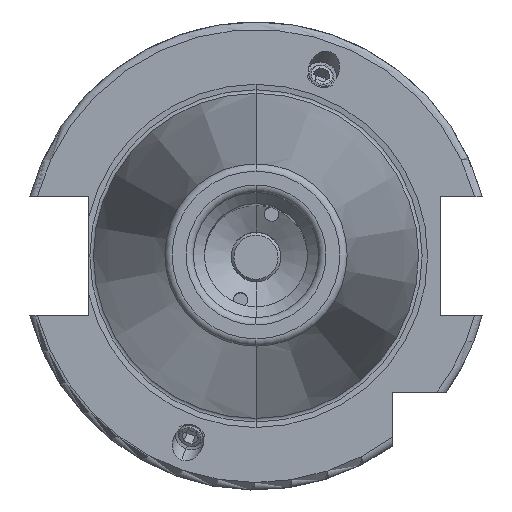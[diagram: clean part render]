
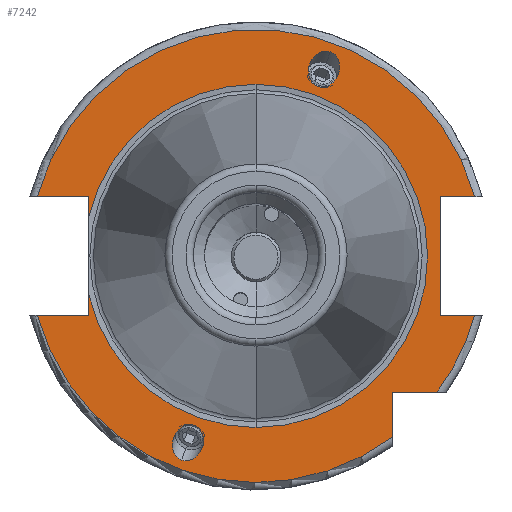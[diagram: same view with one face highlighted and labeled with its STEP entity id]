
A CAD part, top view. The second image highlights one B-rep face of the part: STEP entity #7242.
In plain terms, the highlighted planar face has unit normal (0, 0, 1).
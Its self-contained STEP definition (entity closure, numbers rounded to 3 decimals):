
#1255=DIRECTION('',(1,0,0));
#1256=VECTOR('',#1255,7.004);
#1257=CARTESIAN_POINT('',(-29.704,-8.05,18.1));
#1258=LINE('',#1257,#1256);
#1259=DIRECTION('',(0,1,0));
#1260=VECTOR('',#1259,2.753);
#1261=CARTESIAN_POINT('',(-22.7,-8.05,18.1));
#1262=LINE('',#1261,#1260);
#1263=DIRECTION('',(0,1,0));
#1264=VECTOR('',#1263,2.753);
#1265=CARTESIAN_POINT('',(-22.7,5.297,18.1));
#1266=LINE('',#1265,#1264);
#1267=DIRECTION('',(1,0,0));
#1268=VECTOR('',#1267,7.004);
#1269=CARTESIAN_POINT('',(-29.704,8.05,18.1));
#1270=LINE('',#1269,#1268);
#1271=DIRECTION('',(-1,0,0));
#1272=VECTOR('',#1271,4.704);
#1273=CARTESIAN_POINT('',(29.704,8.05,18.1));
#1274=LINE('',#1273,#1272);
#1275=DIRECTION('',(0,-1,0));
#1276=VECTOR('',#1275,16.1);
#1277=CARTESIAN_POINT('',(25,8.05,18.1));
#1278=LINE('',#1277,#1276);
#1279=DIRECTION('',(-1,0,0));
#1280=VECTOR('',#1279,4.704);
#1281=CARTESIAN_POINT('',(29.704,-8.05,18.1));
#1282=LINE('',#1281,#1280);
#1283=CARTESIAN_POINT('',(0,0,18.1));
#1284=DIRECTION('',(0,0,1));
#1285=DIRECTION('',(0.799,-0.601,0));
#1286=AXIS2_PLACEMENT_3D('',#1283,#1284,#1285);
#1288=DIRECTION('',(-1,0,0));
#1289=VECTOR('',#1288,6.094);
#1290=CARTESIAN_POINT('',(24.594,-18.5,18.1));
#1291=LINE('',#1290,#1289);
#1292=DIRECTION('',(0,1,0));
#1293=VECTOR('',#1292,6.094);
#1294=CARTESIAN_POINT('',(18.5,-24.594,18.1));
#1295=LINE('',#1294,#1293);
#1296=CARTESIAN_POINT('',(10.09,27.723,18.1));
#1297=CARTESIAN_POINT('',(9.863,27.806,18.1));
#1298=CARTESIAN_POINT('',(9.337,27.884,18.1));
#1299=CARTESIAN_POINT('',(8.455,27.594,18.1));
#1300=CARTESIAN_POINT('',(7.834,27.033,18.1));
#1301=CARTESIAN_POINT('',(7.483,26.49,18.1));
#1302=CARTESIAN_POINT('',(7.298,26.077,18.1));
#1303=CARTESIAN_POINT('',(7.174,25.641,18.1));
#1304=CARTESIAN_POINT('',(7.094,25.,18.1));
#1305=CARTESIAN_POINT('',(7.208,24.17,18.1));
#1306=CARTESIAN_POINT('',(7.698,23.381,18.1));
#1307=CARTESIAN_POINT('',(8.152,23.103,18.1));
#1308=CARTESIAN_POINT('',(8.379,23.02,18.1));
#1310=CARTESIAN_POINT('',(8.379,23.02,18.1));
#1311=CARTESIAN_POINT('',(8.606,22.937,18.1));
#1312=CARTESIAN_POINT('',(9.133,22.859,18.1));
#1313=CARTESIAN_POINT('',(10.014,23.149,18.1));
#1314=CARTESIAN_POINT('',(10.635,23.711,18.1));
#1315=CARTESIAN_POINT('',(10.986,24.253,18.1));
#1316=CARTESIAN_POINT('',(11.171,24.667,18.1));
#1317=CARTESIAN_POINT('',(11.295,25.103,18.1));
#1318=CARTESIAN_POINT('',(11.375,25.744,18.1));
#1319=CARTESIAN_POINT('',(11.261,26.573,18.1));
#1320=CARTESIAN_POINT('',(10.771,27.362,18.1));
#1321=CARTESIAN_POINT('',(10.318,27.641,18.1));
#1322=CARTESIAN_POINT('',(10.09,27.723,18.1));
#1324=CARTESIAN_POINT('',(-10.09,-27.723,18.1));
#1325=CARTESIAN_POINT('',(-10.318,-27.641,18.1));
#1326=CARTESIAN_POINT('',(-10.771,-27.362,18.1));
#1327=CARTESIAN_POINT('',(-11.261,-26.573,18.1));
#1328=CARTESIAN_POINT('',(-11.375,-25.744,18.1));
#1329=CARTESIAN_POINT('',(-11.295,-25.103,18.1));
#1330=CARTESIAN_POINT('',(-11.171,-24.667,18.1));
#1331=CARTESIAN_POINT('',(-10.986,-24.253,18.1));
#1332=CARTESIAN_POINT('',(-10.635,-23.711,18.1));
#1333=CARTESIAN_POINT('',(-10.014,-23.149,18.1));
#1334=CARTESIAN_POINT('',(-9.133,-22.859,18.1));
#1335=CARTESIAN_POINT('',(-8.606,-22.937,18.1));
#1336=CARTESIAN_POINT('',(-8.379,-23.02,18.1));
#1338=CARTESIAN_POINT('',(-8.379,-23.02,18.1));
#1339=CARTESIAN_POINT('',(-8.152,-23.103,18.1));
#1340=CARTESIAN_POINT('',(-7.698,-23.381,18.1));
#1341=CARTESIAN_POINT('',(-7.208,-24.17,18.1));
#1342=CARTESIAN_POINT('',(-7.094,-25.,18.1));
#1343=CARTESIAN_POINT('',(-7.174,-25.641,18.1));
#1344=CARTESIAN_POINT('',(-7.298,-26.077,18.1));
#1345=CARTESIAN_POINT('',(-7.483,-26.49,18.1));
#1346=CARTESIAN_POINT('',(-7.834,-27.033,18.1));
#1347=CARTESIAN_POINT('',(-8.455,-27.594,18.1));
#1348=CARTESIAN_POINT('',(-9.337,-27.884,18.1));
#1349=CARTESIAN_POINT('',(-9.863,-27.806,18.1));
#1350=CARTESIAN_POINT('',(-10.09,-27.723,18.1));
#1360=CARTESIAN_POINT('',(0,0,18.1));
#1361=DIRECTION('',(0,0,1));
#1362=DIRECTION('',(0,1,0));
#1363=AXIS2_PLACEMENT_3D('',#1360,#1361,#1362);
#1373=CARTESIAN_POINT('',(0,0,18.1));
#1374=DIRECTION('',(0,0,1));
#1375=DIRECTION('',(-0.974,-0.227,0));
#1376=AXIS2_PLACEMENT_3D('',#1373,#1374,#1375);
#1378=CARTESIAN_POINT('',(0,0,18.1));
#1379=DIRECTION('',(0,0,-1));
#1380=DIRECTION('',(0,1,0));
#1381=AXIS2_PLACEMENT_3D('',#1378,#1379,#1380);
#4482=CARTESIAN_POINT('',(0,0,18.1));
#4483=DIRECTION('',(0,0,1));
#4484=DIRECTION('',(0.965,0.262,0));
#4485=AXIS2_PLACEMENT_3D('',#4482,#4483,#4484);
#4533=CARTESIAN_POINT('',(0,0,18.1));
#4534=DIRECTION('',(0,0,1));
#4535=DIRECTION('',(-0.965,-0.262,0));
#4536=AXIS2_PLACEMENT_3D('',#4533,#4534,#4535);
#5212=CARTESIAN_POINT('',(-29.704,-8.05,18.1));
#5213=CARTESIAN_POINT('',(-22.7,-8.05,18.1));
#5214=VERTEX_POINT('',#5212);
#5215=VERTEX_POINT('',#5213);
#5216=CARTESIAN_POINT('',(-22.7,-5.297,18.1));
#5217=VERTEX_POINT('',#5216);
#5218=CARTESIAN_POINT('',(-22.7,5.297,18.1));
#5219=CARTESIAN_POINT('',(-22.7,8.05,18.1));
#5220=VERTEX_POINT('',#5218);
#5221=VERTEX_POINT('',#5219);
#5222=CARTESIAN_POINT('',(-29.704,8.05,18.1));
#5223=VERTEX_POINT('',#5222);
#5224=CARTESIAN_POINT('',(25,8.05,18.1));
#5225=CARTESIAN_POINT('',(25,-8.05,18.1));
#5226=VERTEX_POINT('',#5224);
#5227=VERTEX_POINT('',#5225);
#5228=CARTESIAN_POINT('',(29.704,-8.05,18.1));
#5229=VERTEX_POINT('',#5228);
#5230=CARTESIAN_POINT('',(29.704,8.05,18.1));
#5231=VERTEX_POINT('',#5230);
#5232=CARTESIAN_POINT('',(18.5,-24.594,18.1));
#5233=CARTESIAN_POINT('',(18.5,-18.5,18.1));
#5234=VERTEX_POINT('',#5232);
#5235=VERTEX_POINT('',#5233);
#5236=CARTESIAN_POINT('',(24.594,-18.5,18.1));
#5237=VERTEX_POINT('',#5236);
#5324=VERTEX_POINT('',#1296);
#5325=VERTEX_POINT('',#1308);
#5375=CARTESIAN_POINT('',(-10.09,-27.723,18.1));
#5377=VERTEX_POINT('',#5375);
#5382=CARTESIAN_POINT('',(-8.379,-23.02,18.1));
#5383=VERTEX_POINT('',#5382);
#5430=CARTESIAN_POINT('',(0,23.31,18.1));
#5431=VERTEX_POINT('',#5430);
#5432=CARTESIAN_POINT('',(0,-23.31,18.1));
#5433=VERTEX_POINT('',#5432);
#7201=CARTESIAN_POINT('',(0,0,18.1));
#7202=DIRECTION('',(0,0,-1));
#7203=DIRECTION('',(0,-1,0));
#7204=AXIS2_PLACEMENT_3D('',#7201,#7202,#7203);
#7205=PLANE('',#7204);
#7206=ORIENTED_EDGE('',*,*,#7071,.T.);
#7207=ORIENTED_EDGE('',*,*,#7095,.T.);
#7209=ORIENTED_EDGE('',*,*,#7208,.T.);
#7211=ORIENTED_EDGE('',*,*,#7210,.F.);
#7213=ORIENTED_EDGE('',*,*,#7212,.T.);
#7214=ORIENTED_EDGE('',*,*,#7091,.T.);
#7215=ORIENTED_EDGE('',*,*,#7118,.F.);
#7217=ORIENTED_EDGE('',*,*,#7216,.F.);
#7218=ORIENTED_EDGE('',*,*,#7167,.T.);
#7219=ORIENTED_EDGE('',*,*,#7189,.T.);
#7220=ORIENTED_EDGE('',*,*,#6325,.F.);
#7222=ORIENTED_EDGE('',*,*,#7221,.F.);
#7223=ORIENTED_EDGE('',*,*,#6923,.T.);
#7225=ORIENTED_EDGE('',*,*,#7224,.F.);
#7227=ORIENTED_EDGE('',*,*,#7226,.F.);
#7228=EDGE_LOOP('',(#7206,#7207,#7209,#7211,#7213,#7214,#7215,#7217,#7218,#7219,
#7220,#7222,#7223,#7225,#7227));
#7229=FACE_OUTER_BOUND('',#7228,.F.);
#7231=ORIENTED_EDGE('',*,*,#7230,.T.);
#7233=ORIENTED_EDGE('',*,*,#7232,.T.);
#7234=EDGE_LOOP('',(#7231,#7233));
#7235=FACE_BOUND('',#7234,.F.);
#7237=ORIENTED_EDGE('',*,*,#7236,.F.);
#7239=ORIENTED_EDGE('',*,*,#7238,.F.);
#7240=EDGE_LOOP('',(#7237,#7239));
#7241=FACE_BOUND('',#7240,.F.);
#7242=ADVANCED_FACE('',(#7229,#7235,#7241),#7205,.F.);
#1287=CIRCLE('',#1286,30.775);
#1309=B_SPLINE_CURVE_WITH_KNOTS('',3,(#1296,#1297,#1298,#1299,#1300,#1301,#1302,
#1303,#1304,#1305,#1306,#1307,#1308),.UNSPECIFIED.,.F.,.F.,(4,1,1,1,1,1,1,1,1,1,
4),(0,0.125,0.25,0.375,0.438,0.5,0.563,0.625,0.75,0.875,
1.0),.UNSPECIFIED.);
#1323=B_SPLINE_CURVE_WITH_KNOTS('',3,(#1310,#1311,#1312,#1313,#1314,#1315,#1316,
#1317,#1318,#1319,#1320,#1321,#1322),.UNSPECIFIED.,.F.,.F.,(4,1,1,1,1,1,1,1,1,1,
4),(0,0.125,0.25,0.375,0.438,0.5,0.563,0.625,0.75,0.875,
1.0),.UNSPECIFIED.);
#1337=B_SPLINE_CURVE_WITH_KNOTS('',3,(#1324,#1325,#1326,#1327,#1328,#1329,#1330,
#1331,#1332,#1333,#1334,#1335,#1336),.UNSPECIFIED.,.F.,.F.,(4,1,1,1,1,1,1,1,1,1,
4),(0,0.125,0.25,0.375,0.438,0.5,0.563,0.625,0.75,0.875,
1.0),.UNSPECIFIED.);
#1351=B_SPLINE_CURVE_WITH_KNOTS('',3,(#1338,#1339,#1340,#1341,#1342,#1343,#1344,
#1345,#1346,#1347,#1348,#1349,#1350),.UNSPECIFIED.,.F.,.F.,(4,1,1,1,1,1,1,1,1,1,
4),(0,0.125,0.25,0.375,0.438,0.5,0.563,0.625,0.75,0.875,
1.0),.UNSPECIFIED.);
#1364=CIRCLE('',#1363,23.31);
#1377=CIRCLE('',#1376,23.31);
#1382=CIRCLE('',#1381,23.31);
#4486=CIRCLE('',#4485,30.775);
#4537=CIRCLE('',#4536,30.775);
#6325=EDGE_CURVE('',#5229,#5227,#1282,.T.);
#6923=EDGE_CURVE('',#5237,#5235,#1291,.T.);
#7071=EDGE_CURVE('',#5214,#5215,#1258,.T.);
#7091=EDGE_CURVE('',#5220,#5221,#1266,.T.);
#7095=EDGE_CURVE('',#5215,#5217,#1262,.T.);
#7118=EDGE_CURVE('',#5223,#5221,#1270,.T.);
#7167=EDGE_CURVE('',#5231,#5226,#1274,.T.);
#7189=EDGE_CURVE('',#5226,#5227,#1278,.T.);
#7208=EDGE_CURVE('',#5217,#5433,#1377,.T.);
#7210=EDGE_CURVE('',#5431,#5433,#1382,.T.);
#7212=EDGE_CURVE('',#5431,#5220,#1364,.T.);
#7216=EDGE_CURVE('',#5231,#5223,#4486,.T.);
#7221=EDGE_CURVE('',#5237,#5229,#1287,.T.);
#7224=EDGE_CURVE('',#5234,#5235,#1295,.T.);
#7226=EDGE_CURVE('',#5214,#5234,#4537,.T.);
#7230=EDGE_CURVE('',#5324,#5325,#1309,.T.);
#7232=EDGE_CURVE('',#5325,#5324,#1323,.T.);
#7236=EDGE_CURVE('',#5377,#5383,#1337,.T.);
#7238=EDGE_CURVE('',#5383,#5377,#1351,.T.);
